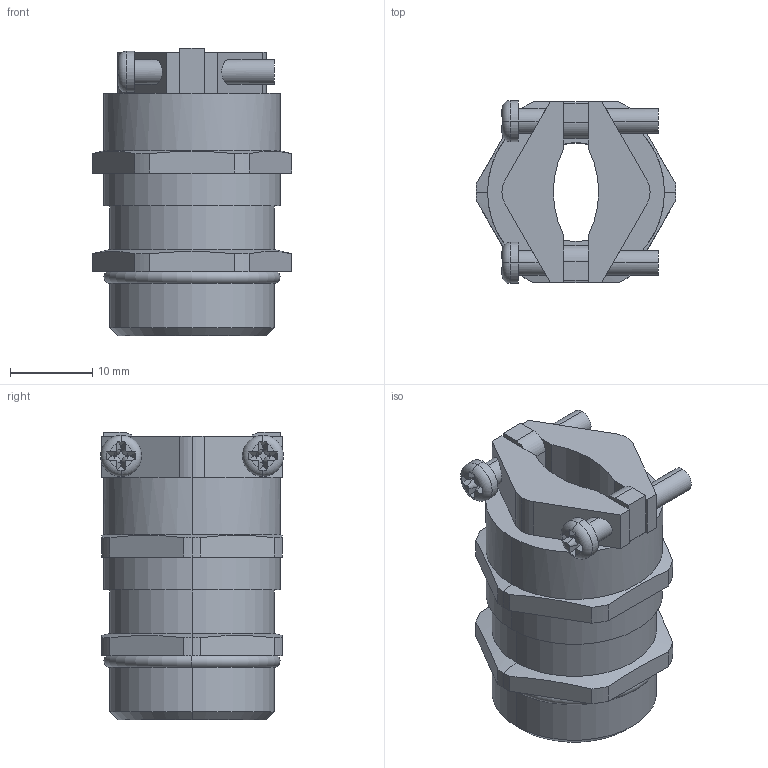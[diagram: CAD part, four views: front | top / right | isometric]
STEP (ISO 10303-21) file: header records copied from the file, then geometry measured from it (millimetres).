
FILE_DESCRIPTION (( 'STEP AP203' ), '1' );
FILE_NAME ('WNKS-M20(D6-12).STP', '2017-09-11T12:35:49', ( '微软用户' ), ( '微软中国' ), 'SwSTEP 2.0', 'SolidWorks 2012', '' );
FILE_SCHEMA (( 'CONFIG_CONTROL_DESIGN' ));
Length unit declared in the file: millimetre
Products named in the file (1): WNKS-M20(D6-12)
Bounding box: 24.3 x 22.25 x 35 mm (x, y, z)
Volume: 8286 mm3; surface area: 4710 mm2
Topology: 1 solids, 1 shells, 156 faces, 406 edges, 260 vertices
Faces by surface type: plane 92, cylinder 44, cone 14, torus 6
Entity records: 4903 total; most frequent: CARTESIAN_POINT 985, ORIENTED_EDGE 812, DIRECTION 802, EDGE_CURVE 406, AXIS2_PLACEMENT_3D 287, VERTEX_POINT 260, LINE 228, VECTOR 228
